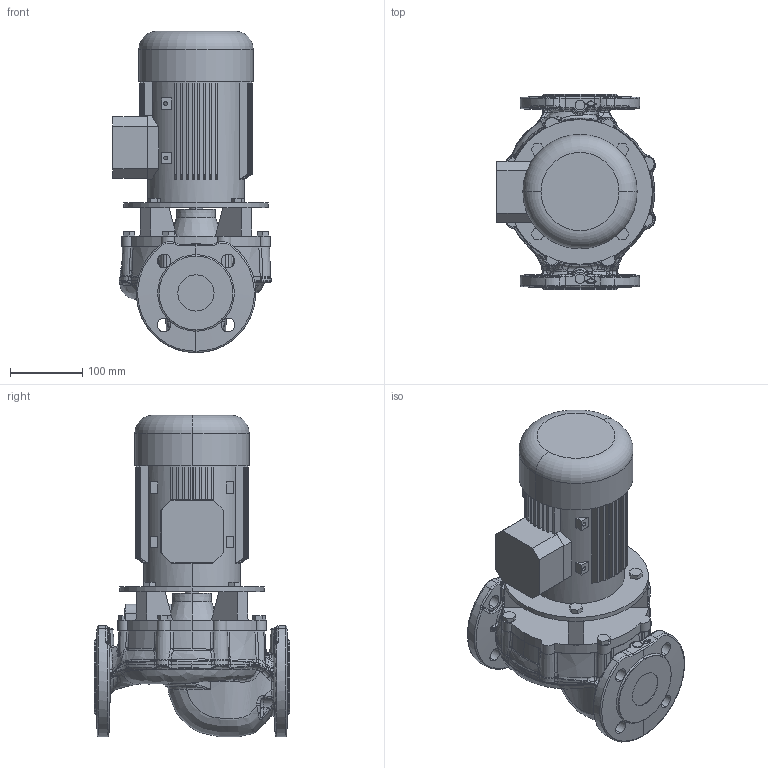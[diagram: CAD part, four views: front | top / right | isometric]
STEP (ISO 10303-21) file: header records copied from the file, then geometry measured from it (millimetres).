
FILE_DESCRIPTION (( 'STEP AP203' ), '1' );
FILE_NAME ('VariA 50-7.STEP', '2014-07-08T09:30:23', ( '' ), ( '' ), 'SwSTEP 2.0', 'SolidWorks 2011', '' );
FILE_SCHEMA (( 'CONFIG_CONTROL_DESIGN' ));
Length unit declared in the file: millimetre
Products named in the file (1): VariA 50-7
Bounding box: 218.97 x 270 x 444 mm (x, y, z)
Volume: 8830894 mm3; surface area: 622396 mm2
Topology: 4 solids, 4 shells, 1207 faces, 3015 edges, 1814 vertices
Faces by surface type: bspline 556, plane 238, cylinder 211, cone 115, torus 60, sphere 27
Entity records: 74258 total; most frequent: CARTESIAN_POINT 49551, ORIENTED_EDGE 5942, DIRECTION 4050, EDGE_CURVE 2971, VERTEX_POINT 1812, AXIS2_PLACEMENT_3D 1620, EDGE_LOOP 1263, ADVANCED_FACE 1207
